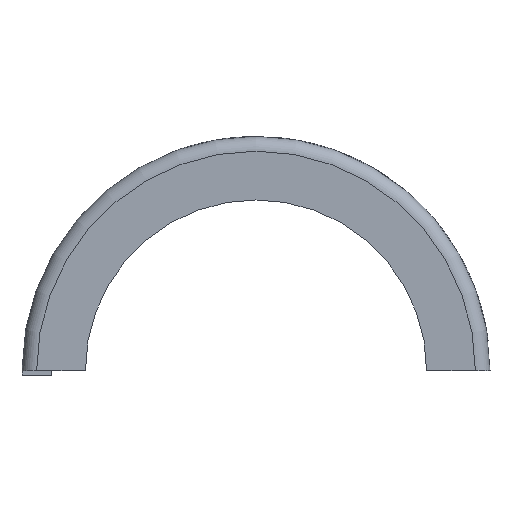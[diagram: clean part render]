
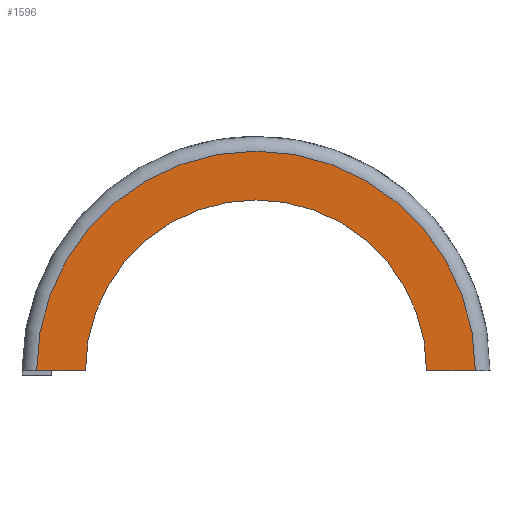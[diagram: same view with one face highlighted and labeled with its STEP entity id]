
A CAD part, left-side view. The second image highlights one B-rep face of the part: STEP entity #1596.
In plain terms, the highlighted planar face has unit normal (-1, 0, 0).
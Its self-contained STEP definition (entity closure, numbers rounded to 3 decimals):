
#82=CIRCLE('',#1741,45.);
#83=CIRCLE('',#1743,35.);
#130=PLANE('',#1742);
#195=FACE_OUTER_BOUND('',#284,.T.);
#284=EDGE_LOOP('',(#1314,#1315,#1316,#1317));
#368=LINE('',#2598,#514);
#457=LINE('',#2838,#603);
#514=VECTOR('',#1852,10.);
#603=VECTOR('',#2059,10.);
#697=VERTEX_POINT('',#2595);
#698=VERTEX_POINT('',#2597);
#789=VERTEX_POINT('',#2835);
#790=VERTEX_POINT('',#2837);
#861=EDGE_CURVE('',#698,#697,#368,.T.);
#982=EDGE_CURVE('',#789,#790,#457,.T.);
#987=EDGE_CURVE('',#698,#789,#82,.T.);
#988=EDGE_CURVE('',#697,#790,#83,.T.);
#1314=ORIENTED_EDGE('',*,*,#987,.F.);
#1315=ORIENTED_EDGE('',*,*,#861,.T.);
#1316=ORIENTED_EDGE('',*,*,#988,.T.);
#1317=ORIENTED_EDGE('',*,*,#982,.F.);
#1596=ADVANCED_FACE('',(#195),#130,.T.);
#1741=AXIS2_PLACEMENT_3D('',#2847,#2073,#2074);
#1742=AXIS2_PLACEMENT_3D('',#2848,#2075,#2076);
#1743=AXIS2_PLACEMENT_3D('',#2849,#2077,#2078);
#1852=DIRECTION('',(0.,-1.,0.));
#2059=DIRECTION('',(0.,1.,0.));
#2073=DIRECTION('center_axis',(1.,0.,0.));
#2074=DIRECTION('ref_axis',(0.,0.,1.));
#2075=DIRECTION('center_axis',(-1.,0.,0.));
#2076=DIRECTION('ref_axis',(0.,0.,1.));
#2077=DIRECTION('center_axis',(1.,0.,0.));
#2078=DIRECTION('ref_axis',(0.,1.,0.));
#2595=CARTESIAN_POINT('',(0.,35.,0.));
#2597=CARTESIAN_POINT('',(0.,45.,0.));
#2598=CARTESIAN_POINT('',(0.,48.,0.));
#2835=CARTESIAN_POINT('',(0.,-45.,0.));
#2837=CARTESIAN_POINT('',(0.,-35.,0.));
#2838=CARTESIAN_POINT('',(0.,-48.,0.));
#2847=CARTESIAN_POINT('Origin',(0.,0.,0.));
#2848=CARTESIAN_POINT('Origin',(0.,48.,0.));
#2849=CARTESIAN_POINT('Origin',(0.,0.,0.));
